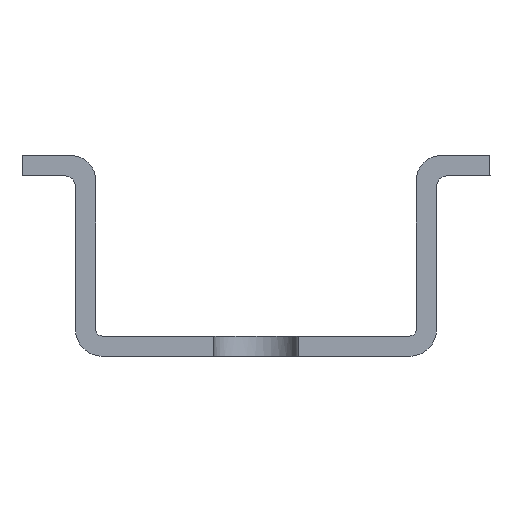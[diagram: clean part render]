
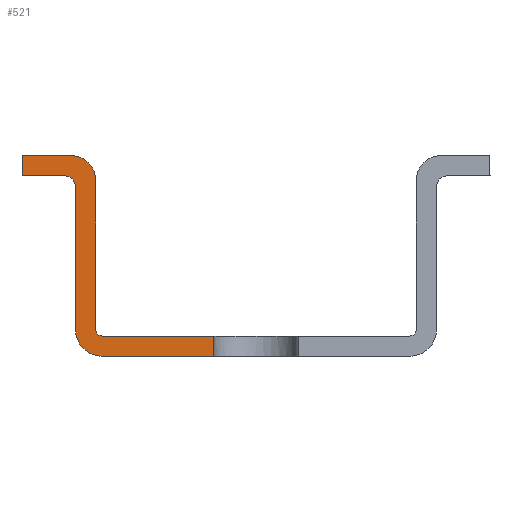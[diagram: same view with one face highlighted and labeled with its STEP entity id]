
A CAD part, left-side view. The second image highlights one B-rep face of the part: STEP entity #521.
In plain terms, the highlighted planar face has unit normal (-1, 0, 0).
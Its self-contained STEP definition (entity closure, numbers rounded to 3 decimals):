
#439=AXIS2_PLACEMENT_3D('Plane Axis2P3D',#436,#437,#438) ;
#448=AXIS2_PLACEMENT_3D('Circle Axis2P3D',#446,#447,$) ;
#462=AXIS2_PLACEMENT_3D('Circle Axis2P3D',#460,#461,$) ;
#490=AXIS2_PLACEMENT_3D('Circle Axis2P3D',#488,#489,$) ;
#504=AXIS2_PLACEMENT_3D('Circle Axis2P3D',#502,#503,$) ;
#114=CARTESIAN_POINT('Line Origine',(0.,24.825,0.)) ;
#118=CARTESIAN_POINT('Vertex',(0.,20.65,0.)) ;
#120=CARTESIAN_POINT('Vertex',(0.,29.,0.)) ;
#369=CARTESIAN_POINT('Vertex',(0.,29.,1.5)) ;
#372=CARTESIAN_POINT('Line Origine',(0.,24.825,1.5)) ;
#376=CARTESIAN_POINT('Vertex',(0.,20.65,1.5)) ;
#436=CARTESIAN_POINT('Axis2P3D Location',(0.,0.,0.)) ;
#441=CARTESIAN_POINT('Line Origine',(0.,20.65,0.75)) ;
#446=CARTESIAN_POINT('Axis2P3D Location',(0.,29.,2.)) ;
#450=CARTESIAN_POINT('Vertex',(0.,29.5,2.)) ;
#453=CARTESIAN_POINT('Line Origine',(0.,29.5,7.6)) ;
#457=CARTESIAN_POINT('Vertex',(0.,29.5,13.2)) ;
#460=CARTESIAN_POINT('Axis2P3D Location',(0.,31.3,13.2)) ;
#464=CARTESIAN_POINT('Vertex',(0.,31.3,15.)) ;
#467=CARTESIAN_POINT('Line Origine',(0.,33.15,15.)) ;
#471=CARTESIAN_POINT('Vertex',(0.,35.,15.)) ;
#474=CARTESIAN_POINT('Line Origine',(0.,35.,14.25)) ;
#478=CARTESIAN_POINT('Vertex',(0.,35.,13.5)) ;
#481=CARTESIAN_POINT('Line Origine',(0.,33.4,13.5)) ;
#485=CARTESIAN_POINT('Vertex',(0.,31.8,13.5)) ;
#488=CARTESIAN_POINT('Axis2P3D Location',(0.,31.8,12.7)) ;
#492=CARTESIAN_POINT('Vertex',(0.,31.,12.7)) ;
#495=CARTESIAN_POINT('Line Origine',(0.,31.,7.35)) ;
#499=CARTESIAN_POINT('Vertex',(0.,31.,2.)) ;
#502=CARTESIAN_POINT('Axis2P3D Location',(0.,29.,2.)) ;
#115=DIRECTION('Vector Direction',(0.,1.,0.)) ;
#373=DIRECTION('Vector Direction',(0.,-1.,0.)) ;
#437=DIRECTION('Axis2P3D Direction',(1.,0.,0.)) ;
#438=DIRECTION('Axis2P3D XDirection',(0.,1.,0.)) ;
#442=DIRECTION('Vector Direction',(0.,0.,1.)) ;
#447=DIRECTION('Axis2P3D Direction',(1.,0.,0.)) ;
#454=DIRECTION('Vector Direction',(0.,0.,-1.)) ;
#461=DIRECTION('Axis2P3D Direction',(1.,0.,0.)) ;
#468=DIRECTION('Vector Direction',(0.,-1.,0.)) ;
#475=DIRECTION('Vector Direction',(0.,0.,1.)) ;
#482=DIRECTION('Vector Direction',(0.,1.,0.)) ;
#489=DIRECTION('Axis2P3D Direction',(1.,0.,0.)) ;
#496=DIRECTION('Vector Direction',(0.,0.,1.)) ;
#503=DIRECTION('Axis2P3D Direction',(1.,0.,0.)) ;
#116=VECTOR('Line Direction',#115,1.) ;
#374=VECTOR('Line Direction',#373,1.) ;
#443=VECTOR('Line Direction',#442,1.) ;
#455=VECTOR('Line Direction',#454,1.) ;
#469=VECTOR('Line Direction',#468,1.) ;
#476=VECTOR('Line Direction',#475,1.) ;
#483=VECTOR('Line Direction',#482,1.) ;
#497=VECTOR('Line Direction',#496,1.) ;
#508=ORIENTED_EDGE('',*,*,#445,.T.) ;
#509=ORIENTED_EDGE('',*,*,#378,.F.) ;
#510=ORIENTED_EDGE('',*,*,#452,.F.) ;
#511=ORIENTED_EDGE('',*,*,#459,.F.) ;
#512=ORIENTED_EDGE('',*,*,#466,.F.) ;
#513=ORIENTED_EDGE('',*,*,#473,.F.) ;
#514=ORIENTED_EDGE('',*,*,#480,.F.) ;
#515=ORIENTED_EDGE('',*,*,#487,.F.) ;
#516=ORIENTED_EDGE('',*,*,#494,.F.) ;
#517=ORIENTED_EDGE('',*,*,#501,.F.) ;
#518=ORIENTED_EDGE('',*,*,#506,.F.) ;
#519=ORIENTED_EDGE('',*,*,#122,.F.) ;
#521=ADVANCED_FACE('Rail',(#520),#440,.F.) ;
#449=CIRCLE('generated circle',#448,0.5) ;
#463=CIRCLE('generated circle',#462,1.8) ;
#491=CIRCLE('generated circle',#490,0.8) ;
#505=CIRCLE('generated circle',#504,2.) ;
#122=EDGE_CURVE('',#119,#121,#117,.T.) ;
#378=EDGE_CURVE('',#370,#377,#375,.T.) ;
#445=EDGE_CURVE('',#119,#377,#444,.T.) ;
#452=EDGE_CURVE('',#451,#370,#449,.F.) ;
#459=EDGE_CURVE('',#458,#451,#456,.T.) ;
#466=EDGE_CURVE('',#465,#458,#463,.T.) ;
#473=EDGE_CURVE('',#472,#465,#470,.T.) ;
#480=EDGE_CURVE('',#479,#472,#477,.T.) ;
#487=EDGE_CURVE('',#486,#479,#484,.T.) ;
#494=EDGE_CURVE('',#493,#486,#491,.F.) ;
#501=EDGE_CURVE('',#500,#493,#498,.T.) ;
#506=EDGE_CURVE('',#121,#500,#505,.T.) ;
#507=EDGE_LOOP('',(#508,#509,#510,#511,#512,#513,#514,#515,#516,#517,#518,#519)) ;
#520=FACE_OUTER_BOUND('',#507,.T.) ;
#117=LINE('Line',#114,#116) ;
#375=LINE('Line',#372,#374) ;
#444=LINE('Line',#441,#443) ;
#456=LINE('Line',#453,#455) ;
#470=LINE('Line',#467,#469) ;
#477=LINE('Line',#474,#476) ;
#484=LINE('Line',#481,#483) ;
#498=LINE('Line',#495,#497) ;
#440=PLANE('',#439) ;
#119=VERTEX_POINT('',#118) ;
#121=VERTEX_POINT('',#120) ;
#370=VERTEX_POINT('',#369) ;
#377=VERTEX_POINT('',#376) ;
#451=VERTEX_POINT('',#450) ;
#458=VERTEX_POINT('',#457) ;
#465=VERTEX_POINT('',#464) ;
#472=VERTEX_POINT('',#471) ;
#479=VERTEX_POINT('',#478) ;
#486=VERTEX_POINT('',#485) ;
#493=VERTEX_POINT('',#492) ;
#500=VERTEX_POINT('',#499) ;
